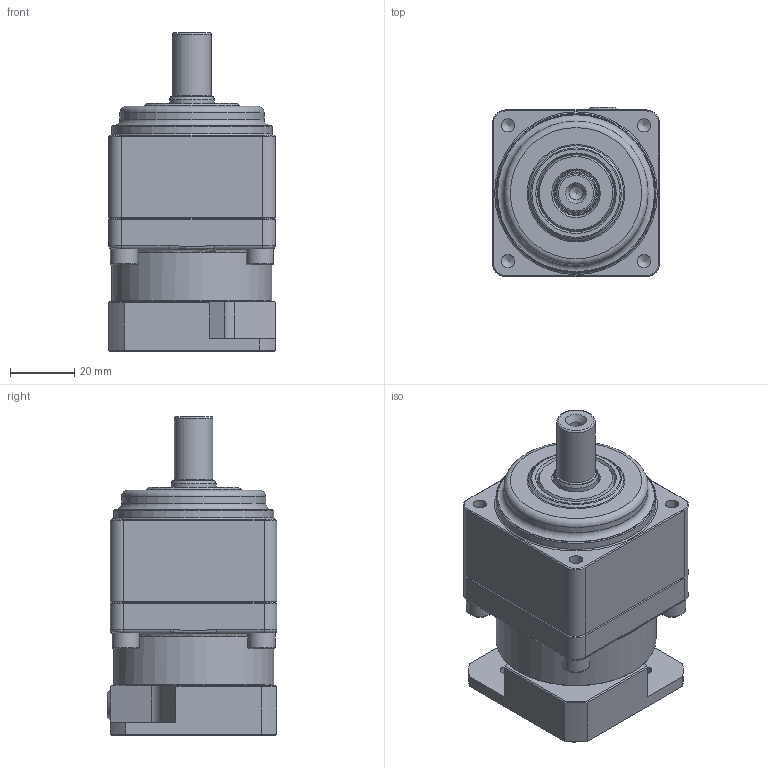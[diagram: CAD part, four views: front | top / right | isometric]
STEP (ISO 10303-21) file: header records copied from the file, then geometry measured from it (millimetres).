
FILE_DESCRIPTION(('DDD'),'2;1');
FILE_NAME('VRXF-□-3~9B-S-8AM6.stp','2016-01-08T08:51:13',('BBB'),('CCC'),'Autodesk Inventor 2012','Autodesk Inventor 2012','AAA');
FILE_SCHEMA(('CONFIG_CONTROL_DESIGN'));
Length unit declared in the file: millimetre
Products named in the file (1): Part100
Bounding box: 52 x 53 x 99.5 mm (x, y, z)
Volume: 172109.6 mm3; surface area: 29805.2 mm2
Topology: 1 solids, 11 shells, 343 faces, 802 edges, 496 vertices
Faces by surface type: plane 173, cylinder 78, cone 61, torus 27, bspline 4
Full cylindrical faces by diameter (mm): 2.459 x8, 3 x4, 3.5 x6, 4 x2, 4.134 x5, 4.5 x1, 5.5 x4, 6 x4, 7 x1, 8 x2, 8.5 x4, 12 x1, 14 x1, 22 x1, 30 x1, 45 x1, 50 x2
Entity records: 9024 total; most frequent: CARTESIAN_POINT 1904, DIRECTION 1466, ORIENTED_EDGE 1278, EDGE_CURVE 639, AXIS2_PLACEMENT_3D 583, EDGE_LOOP 483, VERTEX_POINT 444, FACE_OUTER_BOUND 343
